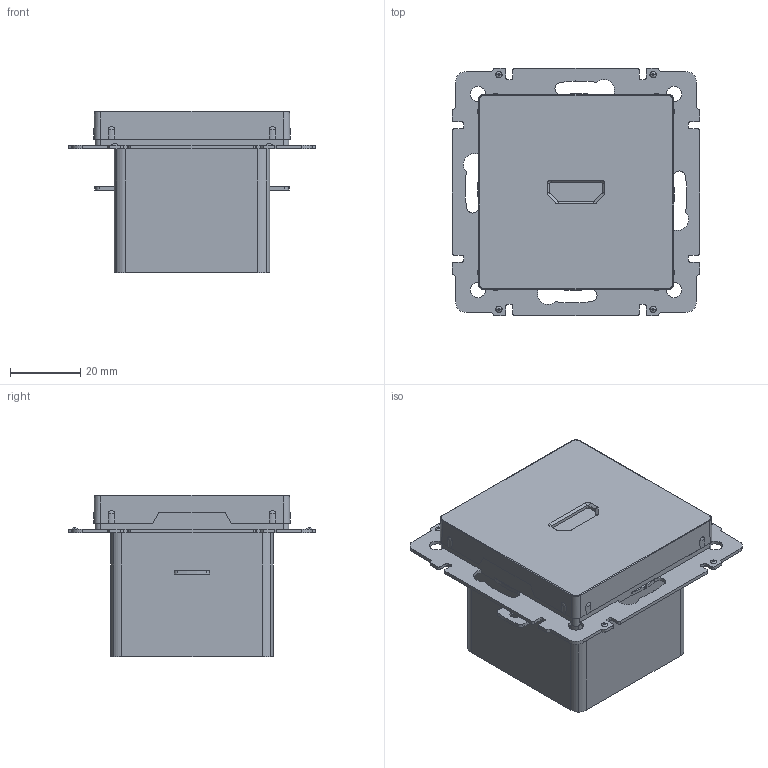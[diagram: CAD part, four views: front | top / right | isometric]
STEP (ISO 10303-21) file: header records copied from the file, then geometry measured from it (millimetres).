
FILE_DESCRIPTION (( 'STEP AP214' ), '1' );
FILE_NAME ('BRITE Ðîç. HDMI ÐHDMI.STEP', '2025-04-07T11:38:23', ( '' ), ( '' ), 'SwSTEP 2.0', 'SolidWorks 2022', '' );
FILE_SCHEMA (( 'AUTOMOTIVE_DESIGN' ));
Length unit declared in the file: millimetre
Products named in the file (1): BRITE Роз. HDMI РHDMI
Bounding box: 70.8 x 70.8 x 46.1 mm (x, y, z)
Volume: 106273.4 mm3; surface area: 23989.7 mm2
Topology: 1 solids, 1 shells, 286 faces, 814 edges, 536 vertices
Faces by surface type: cylinder 132, plane 118, bspline 22, sphere 8, cone 6
Entity records: 9910 total; most frequent: CARTESIAN_POINT 2337, ORIENTED_EDGE 1628, DIRECTION 1562, EDGE_CURVE 814, AXIS2_PLACEMENT_3D 545, VERTEX_POINT 536, LINE 472, VECTOR 472
